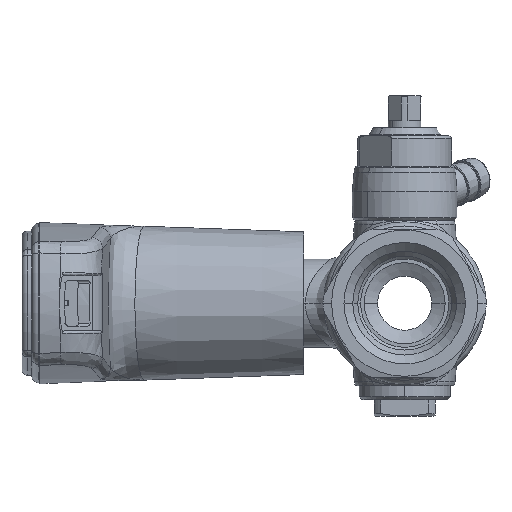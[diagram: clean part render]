
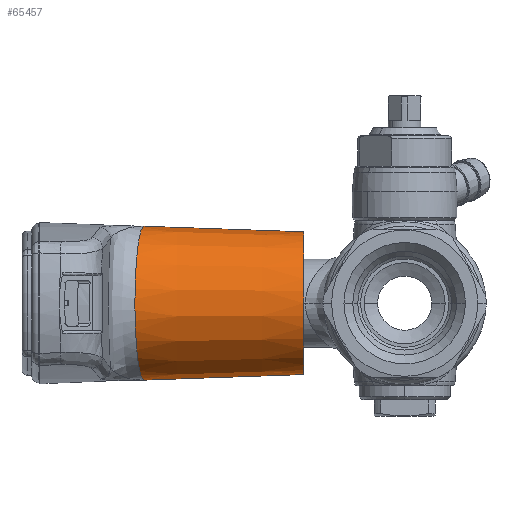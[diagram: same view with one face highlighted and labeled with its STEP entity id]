
A CAD part, left-side view. The second image highlights one B-rep face of the part: STEP entity #65457.
In plain terms, the highlighted conical face has half-angle 2 degrees and reference radius 13.462 mm.
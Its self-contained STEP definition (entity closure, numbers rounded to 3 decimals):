
#44651=CARTESIAN_POINT('',(0.,18.3,0.));
#44652=DIRECTION('',(0.,-1.,0.));
#44653=DIRECTION('',(0.,0.,1.));
#44654=AXIS2_PLACEMENT_3D('',#44651,#44652,#44653);
#44697=DIRECTION('',(0.,-0.999,-0.035));
#44698=VECTOR('',#44697,28.935);
#44699=CARTESIAN_POINT('',(0.,47.217,
13.938));
#44700=LINE('',#44699,#44698);
#44701=DIRECTION('',(0.,-0.999,0.035));
#44702=VECTOR('',#44701,28.935);
#44703=CARTESIAN_POINT('',(0.,47.217,
-13.938));
#44704=LINE('',#44703,#44702);
#44728=CARTESIAN_POINT('',(0.,47.217,
13.938));
#44729=CARTESIAN_POINT('',(-0.368,47.261,
13.94));
#44730=CARTESIAN_POINT('',(-1.102,47.348,
13.914));
#44731=CARTESIAN_POINT('',(-2.198,47.479,
13.788));
#44732=CARTESIAN_POINT('',(-3.281,47.607,
13.576));
#44733=CARTESIAN_POINT('',(-4.342,47.733,
13.279));
#44734=CARTESIAN_POINT('',(-5.377,47.856,
12.899));
#44735=CARTESIAN_POINT('',(-6.378,47.975,
12.439));
#44736=CARTESIAN_POINT('',(-7.339,48.089,
11.902));
#44737=CARTESIAN_POINT('',(-8.254,48.198,
11.291));
#44738=CARTESIAN_POINT('',(-9.118,48.3,
10.611));
#44739=CARTESIAN_POINT('',(-9.925,48.396,
9.865));
#44740=CARTESIAN_POINT('',(-10.67,48.485,
9.059));
#44741=CARTESIAN_POINT('',(-11.349,48.565,
8.197));
#44742=CARTESIAN_POINT('',(-11.958,48.637,
7.284));
#44743=CARTESIAN_POINT('',(-12.493,48.701,
6.328));
#44744=CARTESIAN_POINT('',(-12.951,48.755,
5.333));
#44745=CARTESIAN_POINT('',(-13.33,48.8,
4.306));
#44746=CARTESIAN_POINT('',(-13.626,48.835,
3.252));
#44747=CARTESIAN_POINT('',(-13.839,48.86,
2.179));
#44748=CARTESIAN_POINT('',(-13.968,48.876,
1.093));
#44749=CARTESIAN_POINT('',(-14.011,48.881,
0.));
#44750=CARTESIAN_POINT('',(-13.968,48.876,
-1.093));
#44751=CARTESIAN_POINT('',(-13.839,48.86,
-2.179));
#44752=CARTESIAN_POINT('',(-13.626,48.835,
-3.252));
#44753=CARTESIAN_POINT('',(-13.33,48.8,
-4.306));
#44754=CARTESIAN_POINT('',(-12.951,48.755,
-5.333));
#44755=CARTESIAN_POINT('',(-12.493,48.701,
-6.328));
#44756=CARTESIAN_POINT('',(-11.958,48.637,
-7.284));
#44757=CARTESIAN_POINT('',(-11.349,48.565,
-8.197));
#44758=CARTESIAN_POINT('',(-10.67,48.485,
-9.059));
#44759=CARTESIAN_POINT('',(-9.925,48.396,
-9.865));
#44760=CARTESIAN_POINT('',(-9.118,48.3,
-10.611));
#44761=CARTESIAN_POINT('',(-8.254,48.198,
-11.291));
#44762=CARTESIAN_POINT('',(-7.339,48.089,
-11.902));
#44763=CARTESIAN_POINT('',(-6.378,47.975,
-12.439));
#44764=CARTESIAN_POINT('',(-5.377,47.856,
-12.899));
#44765=CARTESIAN_POINT('',(-4.342,47.733,
-13.279));
#44766=CARTESIAN_POINT('',(-3.281,47.607,
-13.576));
#44767=CARTESIAN_POINT('',(-2.198,47.479,
-13.788));
#44768=CARTESIAN_POINT('',(-1.102,47.348,
-13.914));
#44769=CARTESIAN_POINT('',(-0.368,47.261,
-13.94));
#44770=CARTESIAN_POINT('',(0.,47.217,
-13.938));
#45251=CARTESIAN_POINT('',(0.,47.217,
13.938));
#45293=CARTESIAN_POINT('',(0.,47.217,
-13.938));
#58097=CARTESIAN_POINT('',(0.,18.3,12.928));
#58098=CARTESIAN_POINT('',(0.,18.3,-12.928));
#58099=VERTEX_POINT('',#58097);
#58100=VERTEX_POINT('',#58098);
#58101=VERTEX_POINT('',#45251);
#58102=VERTEX_POINT('',#45293);
#65443=CARTESIAN_POINT('',(0.,33.59,0.));
#65444=DIRECTION('',(0.,1.,0.));
#65445=DIRECTION('',(0.,0.,-1.));
#65446=AXIS2_PLACEMENT_3D('',#65443,#65444,#65445);
#65447=CONICAL_SURFACE('',#65446,13.462,2.);
#65449=ORIENTED_EDGE('',*,*,#65448,.F.);
#65451=ORIENTED_EDGE('',*,*,#65450,.T.);
#65452=ORIENTED_EDGE('',*,*,#65426,.T.);
#65454=ORIENTED_EDGE('',*,*,#65453,.F.);
#65455=EDGE_LOOP('',(#65449,#65451,#65452,#65454));
#65456=FACE_OUTER_BOUND('',#65455,.F.);
#44655=CIRCLE('',#44654,12.928);
#44771=B_SPLINE_CURVE_WITH_KNOTS('',3,(#44728,#44729,#44730,#44731,#44732,
#44733,#44734,#44735,#44736,#44737,#44738,#44739,#44740,#44741,#44742,#44743,
#44744,#44745,#44746,#44747,#44748,#44749,#44750,#44751,#44752,#44753,#44754,
#44755,#44756,#44757,#44758,#44759,#44760,#44761,#44762,#44763,#44764,#44765,
#44766,#44767,#44768,#44769,#44770),.UNSPECIFIED.,.F.,.F.,(4,1,1,1,1,1,1,1,1,1,
1,1,1,1,1,1,1,1,1,1,1,1,1,1,1,1,1,1,1,1,1,1,1,1,1,1,1,1,1,1,4),(0.,0.025,
0.05,0.075,0.1,0.125,0.15,0.175,0.2,0.225,0.25,0.275,0.3,
0.325,0.35,0.375,0.4,0.425,0.45,0.475,0.5,0.525,0.55,
0.575,0.6,0.625,0.65,0.675,0.7,0.725,0.75,0.775,0.8,0.825,
0.85,0.875,0.9,0.925,0.95,0.975,1.),.UNSPECIFIED.);
#65426=EDGE_CURVE('',#58099,#58100,#44655,.T.);
#65448=EDGE_CURVE('',#58101,#58102,#44771,.T.);
#65450=EDGE_CURVE('',#58101,#58099,#44700,.T.);
#65453=EDGE_CURVE('',#58102,#58100,#44704,.T.);
#65457=ADVANCED_FACE('',(#65456),#65447,.T.);
